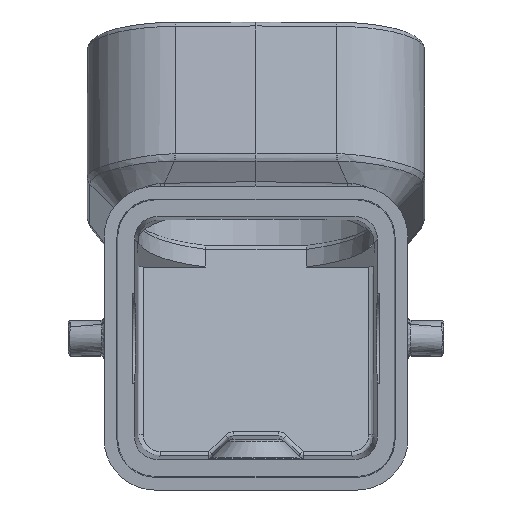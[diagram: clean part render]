
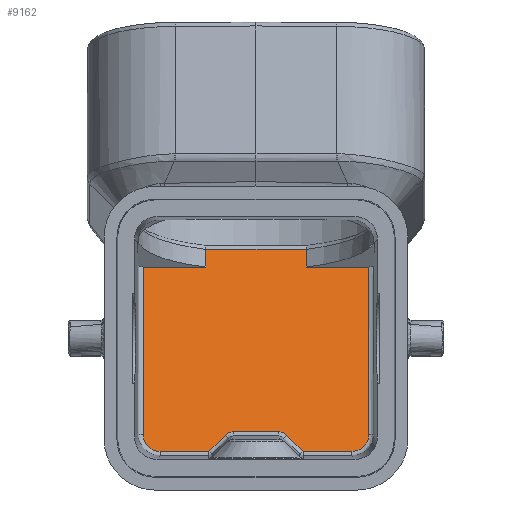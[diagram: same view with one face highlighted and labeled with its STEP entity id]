
A CAD part, front view. The second image highlights one B-rep face of the part: STEP entity #9162.
In plain terms, the highlighted planar face has unit normal (0, -0.966, 0.259).
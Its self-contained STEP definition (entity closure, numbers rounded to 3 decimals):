
#2280=CARTESIAN_POINT('',(2.032,50.666,-8.315));
#2281=CARTESIAN_POINT('',(2.12,50.666,-8.315));
#2282=CARTESIAN_POINT('',(2.291,50.66,-8.338));
#2283=CARTESIAN_POINT('',(2.536,50.633,-8.438));
#2284=CARTESIAN_POINT('',(2.675,50.605,-8.544));
#2285=CARTESIAN_POINT('',(2.739,50.588,-8.609));
#2304=CARTESIAN_POINT('',(-2.739,50.588,
-8.609));
#2305=CARTESIAN_POINT('',(-2.675,50.605,
-8.545));
#2306=CARTESIAN_POINT('',(-2.536,50.633,
-8.438));
#2307=CARTESIAN_POINT('',(-2.291,50.66,
-8.338));
#2308=CARTESIAN_POINT('',(-2.121,50.666,
-8.315));
#2309=CARTESIAN_POINT('',(-2.032,50.666,
-8.315));
#2330=CARTESIAN_POINT('',(-2.739,50.588,
-8.609));
#2347=DIRECTION('',(-1.,0.,0.));
#2348=VECTOR('',#2347,4.347);
#2349=CARTESIAN_POINT('',(-4.19,50.198,
-10.062));
#2350=LINE('',#2349,#2348);
#2351=CARTESIAN_POINT('',(-8.537,50.198,
-10.062));
#2352=CARTESIAN_POINT('',(-8.652,50.198,
-10.062));
#2353=CARTESIAN_POINT('',(-8.872,50.205,
-10.036));
#2354=CARTESIAN_POINT('',(-9.176,50.233,
-9.931));
#2355=CARTESIAN_POINT('',(-9.458,50.279,
-9.76));
#2356=CARTESIAN_POINT('',(-9.693,50.34,
-9.534));
#2357=CARTESIAN_POINT('',(-9.882,50.415,
-9.252));
#2358=CARTESIAN_POINT('',(-10.006,50.505,
-8.919));
#2359=CARTESIAN_POINT('',(-10.035,50.568,
-8.682));
#2360=CARTESIAN_POINT('',(-10.035,50.601,
-8.559));
#2362=DIRECTION('',(0.001,0.259,0.966));
#2363=VECTOR('',#2362,15.413);
#2364=CARTESIAN_POINT('',(-10.035,50.601,
-8.559));
#2365=LINE('',#2364,#2363);
#2366=DIRECTION('',(1.,0.,0.));
#2367=VECTOR('',#2366,5.542);
#2368=CARTESIAN_POINT('',(-10.014,54.59,6.329));
#2369=LINE('',#2368,#2367);
#2370=DIRECTION('',(-1.,0.,0.));
#2371=VECTOR('',#2370,8.944);
#2372=CARTESIAN_POINT('',(4.472,55.012,7.904));
#2373=LINE('',#2372,#2371);
#2374=DIRECTION('',(1.,0.,0.));
#2375=VECTOR('',#2374,5.542);
#2376=CARTESIAN_POINT('',(4.472,54.59,6.329));
#2377=LINE('',#2376,#2375);
#2378=DIRECTION('',(0.001,-0.259,-0.966));
#2379=VECTOR('',#2378,15.413);
#2380=CARTESIAN_POINT('',(10.014,54.59,6.329));
#2381=LINE('',#2380,#2379);
#2382=CARTESIAN_POINT('',(10.035,50.601,-8.559));
#2383=CARTESIAN_POINT('',(10.035,50.568,-8.683));
#2384=CARTESIAN_POINT('',(10.005,50.504,-8.922));
#2385=CARTESIAN_POINT('',(9.884,50.416,-9.249));
#2386=CARTESIAN_POINT('',(9.688,50.337,-9.543));
#2387=CARTESIAN_POINT('',(9.435,50.275,-9.777));
#2388=CARTESIAN_POINT('',(9.171,50.233,-9.931));
#2389=CARTESIAN_POINT('',(8.891,50.207,-10.031));
#2390=CARTESIAN_POINT('',(8.661,50.198,-10.062));
#2391=CARTESIAN_POINT('',(8.537,50.198,-10.062));
#2393=DIRECTION('',(-1.,0.,0.));
#2394=VECTOR('',#2393,4.347);
#2395=CARTESIAN_POINT('',(8.537,50.198,-10.062));
#2396=LINE('',#2395,#2394);
#2397=DIRECTION('',(-0.694,0.186,0.695));
#2398=VECTOR('',#2397,2.09);
#2399=CARTESIAN_POINT('',(4.19,50.198,-10.062));
#2400=LINE('',#2399,#2398);
#2401=DIRECTION('',(-1.,0.,0.));
#2402=VECTOR('',#2401,4.064);
#2403=CARTESIAN_POINT('',(2.032,50.666,-8.315));
#2404=LINE('',#2403,#2402);
#2405=DIRECTION('',(-0.694,-0.186,-0.695));
#2406=VECTOR('',#2405,2.09);
#2407=CARTESIAN_POINT('',(-2.739,50.588,
-8.609));
#2408=LINE('',#2407,#2406);
#2418=CARTESIAN_POINT('',(-10.014,54.59,6.329));
#2600=CARTESIAN_POINT('',(10.014,54.59,6.329));
#2633=DIRECTION('',(0.,-0.259,-0.966));
#2634=VECTOR('',#2633,1.631);
#2635=CARTESIAN_POINT('',(-4.472,55.012,7.904));
#2636=LINE('',#2635,#2634);
#2647=DIRECTION('',(0.,0.259,0.966));
#2648=VECTOR('',#2647,1.631);
#2649=CARTESIAN_POINT('',(4.472,54.59,6.329));
#2650=LINE('',#2649,#2648);
#2837=CARTESIAN_POINT('',(2.739,50.588,-8.609));
#4359=CARTESIAN_POINT('',(4.472,54.59,6.329));
#4360=VERTEX_POINT('',#4359);
#4361=CARTESIAN_POINT('',(-4.472,54.59,6.329));
#4362=VERTEX_POINT('',#4361);
#4373=CARTESIAN_POINT('',(4.472,55.012,7.904));
#4374=CARTESIAN_POINT('',(-4.472,55.012,7.904));
#4375=VERTEX_POINT('',#4373);
#4376=VERTEX_POINT('',#4374);
#4413=VERTEX_POINT('',#2418);
#4414=CARTESIAN_POINT('',(-10.035,50.601,
-8.559));
#4415=VERTEX_POINT('',#4414);
#4418=VERTEX_POINT('',#2351);
#4420=VERTEX_POINT('',#2600);
#4424=CARTESIAN_POINT('',(10.035,50.601,-8.559));
#4425=VERTEX_POINT('',#4424);
#4426=VERTEX_POINT('',#2391);
#4429=CARTESIAN_POINT('',(2.032,50.666,-8.315));
#4431=VERTEX_POINT('',#4429);
#4433=VERTEX_POINT('',#2837);
#4435=VERTEX_POINT('',#2330);
#4437=CARTESIAN_POINT('',(-2.032,50.666,
-8.315));
#4439=VERTEX_POINT('',#4437);
#4441=CARTESIAN_POINT('',(-4.19,50.198,
-10.062));
#4443=VERTEX_POINT('',#4441);
#4456=CARTESIAN_POINT('',(4.19,50.198,-10.062));
#4457=VERTEX_POINT('',#4456);
#9129=CARTESIAN_POINT('',(0.,52.55,
-1.284));
#9130=DIRECTION('',(0.,0.966,-0.259));
#9131=DIRECTION('',(0.,0.259,0.966));
#9132=AXIS2_PLACEMENT_3D('',#9129,#9130,#9131);
#9133=PLANE('',#9132);
#9134=ORIENTED_EDGE('',*,*,#9065,.T.);
#9135=ORIENTED_EDGE('',*,*,#9119,.T.);
#9137=ORIENTED_EDGE('',*,*,#9136,.T.);
#9139=ORIENTED_EDGE('',*,*,#9138,.T.);
#9141=ORIENTED_EDGE('',*,*,#9140,.F.);
#9143=ORIENTED_EDGE('',*,*,#9142,.F.);
#9145=ORIENTED_EDGE('',*,*,#9144,.F.);
#9147=ORIENTED_EDGE('',*,*,#9146,.T.);
#9149=ORIENTED_EDGE('',*,*,#9148,.T.);
#9151=ORIENTED_EDGE('',*,*,#9150,.T.);
#9153=ORIENTED_EDGE('',*,*,#9152,.T.);
#9155=ORIENTED_EDGE('',*,*,#9154,.T.);
#9156=ORIENTED_EDGE('',*,*,#8966,.F.);
#9157=ORIENTED_EDGE('',*,*,#8983,.T.);
#9158=ORIENTED_EDGE('',*,*,#9023,.F.);
#9159=ORIENTED_EDGE('',*,*,#9037,.T.);
#9160=EDGE_LOOP('',(#9134,#9135,#9137,#9139,#9141,#9143,#9145,#9147,#9149,#9151,
#9153,#9155,#9156,#9157,#9158,#9159));
#9161=FACE_OUTER_BOUND('',#9160,.F.);
#9162=ADVANCED_FACE('',(#9161),#9133,.F.);
#2286=B_SPLINE_CURVE_WITH_KNOTS('',3,(#2280,#2281,#2282,#2283,#2284,#2285),
.UNSPECIFIED.,.F.,.F.,(4,1,1,4),(0.,0.333,0.667,1.),
.UNSPECIFIED.);
#2310=B_SPLINE_CURVE_WITH_KNOTS('',3,(#2304,#2305,#2306,#2307,#2308,#2309),
.UNSPECIFIED.,.F.,.F.,(4,1,1,4),(0.,0.333,0.667,1.),
.UNSPECIFIED.);
#2361=B_SPLINE_CURVE_WITH_KNOTS('',3,(#2351,#2352,#2353,#2354,#2355,#2356,#2357,
#2358,#2359,#2360),.UNSPECIFIED.,.F.,.F.,(4,1,1,1,1,1,1,4),(0.,
0.143,0.286,0.429,0.571,
0.714,0.857,1.),.UNSPECIFIED.);
#2392=B_SPLINE_CURVE_WITH_KNOTS('',3,(#2382,#2383,#2384,#2385,#2386,#2387,#2388,
#2389,#2390,#2391),.UNSPECIFIED.,.F.,.F.,(4,1,1,1,1,1,1,4),(0.,
0.143,0.286,0.429,0.571,
0.714,0.857,1.),.UNSPECIFIED.);
#8966=EDGE_CURVE('',#4431,#4433,#2286,.T.);
#8983=EDGE_CURVE('',#4431,#4439,#2404,.T.);
#9023=EDGE_CURVE('',#4435,#4439,#2310,.T.);
#9037=EDGE_CURVE('',#4435,#4443,#2408,.T.);
#9065=EDGE_CURVE('',#4443,#4418,#2350,.T.);
#9119=EDGE_CURVE('',#4418,#4415,#2361,.T.);
#9136=EDGE_CURVE('',#4415,#4413,#2365,.T.);
#9138=EDGE_CURVE('',#4413,#4362,#2369,.T.);
#9140=EDGE_CURVE('',#4376,#4362,#2636,.T.);
#9142=EDGE_CURVE('',#4375,#4376,#2373,.T.);
#9144=EDGE_CURVE('',#4360,#4375,#2650,.T.);
#9146=EDGE_CURVE('',#4360,#4420,#2377,.T.);
#9148=EDGE_CURVE('',#4420,#4425,#2381,.T.);
#9150=EDGE_CURVE('',#4425,#4426,#2392,.T.);
#9152=EDGE_CURVE('',#4426,#4457,#2396,.T.);
#9154=EDGE_CURVE('',#4457,#4433,#2400,.T.);
